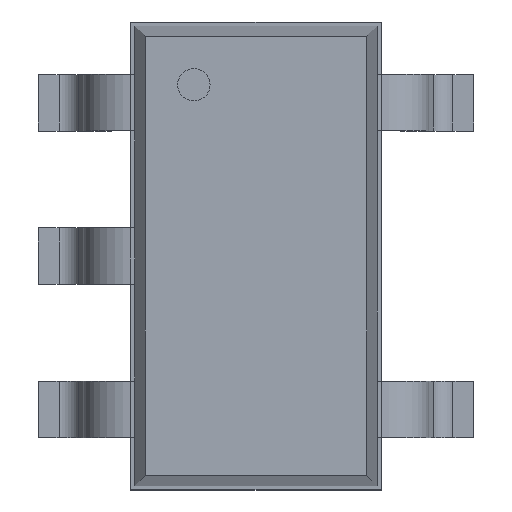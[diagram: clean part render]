
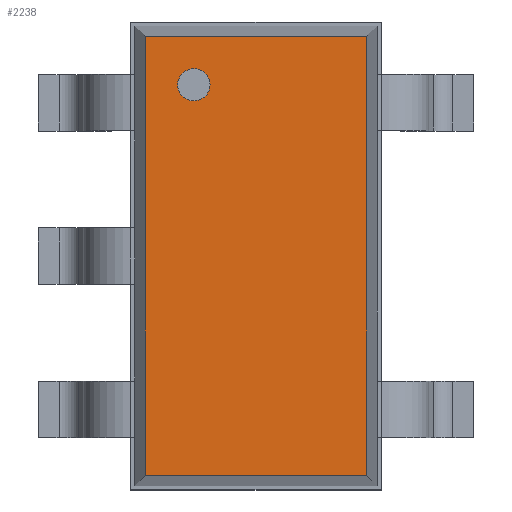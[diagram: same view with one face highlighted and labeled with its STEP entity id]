
A CAD part, top view. The second image highlights one B-rep face of the part: STEP entity #2238.
In plain terms, the highlighted planar face has unit normal (0, 0, 1).
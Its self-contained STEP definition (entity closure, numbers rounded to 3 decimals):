
#1353 = VERTEX_POINT('',#1354);
#1354 = CARTESIAN_POINT('',(0.685,1.36,1.175));
#1359 = EDGE_CURVE('',#1360,#1353,#1362,.T.);
#1360 = VERTEX_POINT('',#1361);
#1361 = CARTESIAN_POINT('',(0.685,-1.36,1.175));
#1362 = LINE('',#1363,#1364);
#1363 = CARTESIAN_POINT('',(0.685,-1.36,1.175));
#1364 = VECTOR('',#1365,1.);
#1365 = DIRECTION('',(0.,1.,0.));
#1382 = VERTEX_POINT('',#1383);
#1383 = CARTESIAN_POINT('',(-0.685,1.36,1.175));
#1388 = EDGE_CURVE('',#1353,#1382,#1389,.T.);
#1389 = LINE('',#1390,#1391);
#1390 = CARTESIAN_POINT('',(0.685,1.36,1.175));
#1391 = VECTOR('',#1392,1.);
#1392 = DIRECTION('',(-1.,0.,0.));
#1426 = VERTEX_POINT('',#1427);
#1427 = CARTESIAN_POINT('',(-0.685,-1.36,1.175));
#1432 = EDGE_CURVE('',#1382,#1426,#1433,.T.);
#1433 = LINE('',#1434,#1435);
#1434 = CARTESIAN_POINT('',(-0.685,1.36,1.175));
#1435 = VECTOR('',#1436,1.);
#1436 = DIRECTION('',(0.,-1.,0.));
#1842 = EDGE_CURVE('',#1426,#1360,#1843,.T.);
#1843 = LINE('',#1844,#1845);
#1844 = CARTESIAN_POINT('',(-0.685,-1.36,1.175));
#1845 = VECTOR('',#1846,1.);
#1846 = DIRECTION('',(1.,0.,0.));
#2238 = ADVANCED_FACE('',(#2239,#2245),#2256,.F.);
#2239 = FACE_BOUND('',#2240,.F.);
#2240 = EDGE_LOOP('',(#2241,#2242,#2243,#2244));
#2241 = ORIENTED_EDGE('',*,*,#1432,.F.);
#2242 = ORIENTED_EDGE('',*,*,#1388,.F.);
#2243 = ORIENTED_EDGE('',*,*,#1359,.F.);
#2244 = ORIENTED_EDGE('',*,*,#1842,.F.);
#2245 = FACE_BOUND('',#2246,.F.);
#2246 = EDGE_LOOP('',(#2247));
#2247 = ORIENTED_EDGE('',*,*,#2248,.F.);
#2248 = EDGE_CURVE('',#2249,#2249,#2251,.T.);
#2249 = VERTEX_POINT('',#2250);
#2250 = CARTESIAN_POINT('',(-0.385,0.96,1.175));
#2251 = CIRCLE('',#2252,0.1);
#2252 = AXIS2_PLACEMENT_3D('',#2253,#2254,#2255);
#2253 = CARTESIAN_POINT('',(-0.385,1.06,1.175));
#2254 = DIRECTION('',(0.,-0.,-1.));
#2255 = DIRECTION('',(0.,-1.,0.));
#2256 = PLANE('',#2257);
#2257 = AXIS2_PLACEMENT_3D('',#2258,#2259,#2260);
#2258 = CARTESIAN_POINT('',(-0.685,1.36,1.175));
#2259 = DIRECTION('',(0.,0.,-1.));
#2260 = DIRECTION('',(0.45,-0.893,0.));
